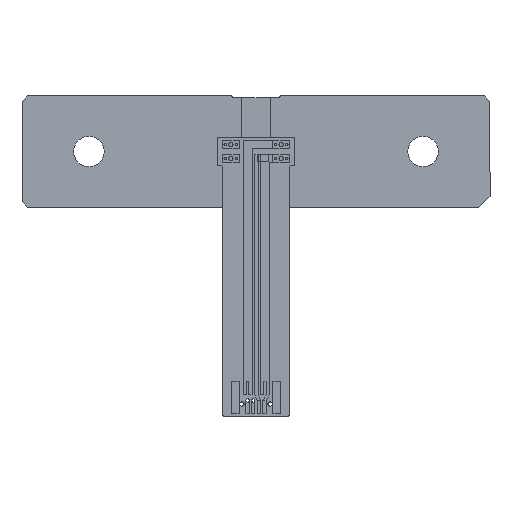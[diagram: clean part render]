
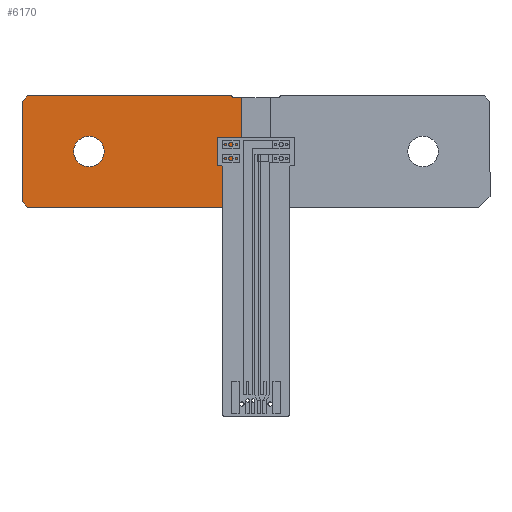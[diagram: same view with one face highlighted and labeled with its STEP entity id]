
A CAD part, top view. The second image highlights one B-rep face of the part: STEP entity #6170.
In plain terms, the highlighted planar face has unit normal (0, 0, 1).
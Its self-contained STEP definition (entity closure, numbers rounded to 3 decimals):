
#140 = ORIENTED_EDGE ( 'NONE', *, *, #5883, .T. ) ;
#143 = CARTESIAN_POINT ( 'NONE',  ( -18.7, 20., 3. ) ) ;
#161 = CARTESIAN_POINT ( 'NONE',  ( 17.95, 20., 3. ) ) ;
#209 = VERTEX_POINT ( 'NONE', #161 ) ;
#264 = CARTESIAN_POINT ( 'NONE',  ( 18.25, 20., 3. ) ) ;
#283 = CARTESIAN_POINT ( 'NONE',  ( -18.7, 0., 3. ) ) ;
#300 = VECTOR ( 'NONE', #5871, 1000. ) ;
#302 = DIRECTION ( 'NONE',  ( 0., 0., -1. ) ) ;
#311 = CIRCLE ( 'NONE', #5072, 0.3 ) ;
#349 = CARTESIAN_POINT ( 'NONE',  ( 18.25, 19.7, 3. ) ) ;
#354 = CARTESIAN_POINT ( 'NONE',  ( 18.45, 0., 3. ) ) ;
#384 = EDGE_CURVE ( 'NONE', #4136, #209, #311, .T. ) ;
#433 = ORIENTED_EDGE ( 'NONE', *, *, #2432, .T. ) ;
#503 = ORIENTED_EDGE ( 'NONE', *, *, #5597, .T. ) ;
#518 = FACE_BOUND ( 'NONE', #3543, .T. ) ;
#693 = VERTEX_POINT ( 'NONE', #4441 ) ;
#719 = EDGE_CURVE ( 'NONE', #1479, #693, #4580, .T. ) ;
#761 = VECTOR ( 'NONE', #4310, 1000. ) ;
#834 = ORIENTED_EDGE ( 'NONE', *, *, #6503, .F. ) ;
#836 = CARTESIAN_POINT ( 'NONE',  ( -10.45, 10., 3. ) ) ;
#962 = CARTESIAN_POINT ( 'NONE',  ( -19.7, 19., 3. ) ) ;
#971 = CARTESIAN_POINT ( 'NONE',  ( 18.15, 0.3, 3. ) ) ;
#1316 = CARTESIAN_POINT ( 'NONE',  ( -18.7, 0., 3. ) ) ;
#1328 = ORIENTED_EDGE ( 'NONE', *, *, #384, .T. ) ;
#1406 = EDGE_CURVE ( 'NONE', #1641, #5798, #3663, .T. ) ;
#1465 = DIRECTION ( 'NONE',  ( 0.707, -0.707, 0. ) ) ;
#1479 = VERTEX_POINT ( 'NONE', #6595 ) ;
#1641 = VERTEX_POINT ( 'NONE', #2564 ) ;
#1669 = EDGE_CURVE ( 'NONE', #693, #5125, #6427, .T. ) ;
#1727 = VECTOR ( 'NONE', #5679, 1000. ) ;
#1791 = CARTESIAN_POINT ( 'NONE',  ( 19.7, 19.7, 3. ) ) ;
#1811 = EDGE_CURVE ( 'NONE', #3695, #4146, #5984, .T. ) ;
#1871 = ORIENTED_EDGE ( 'NONE', *, *, #1669, .T. ) ;
#2020 = ORIENTED_EDGE ( 'NONE', *, *, #1406, .F. ) ;
#2119 = CARTESIAN_POINT ( 'NONE',  ( 18.15, 0., 3. ) ) ;
#2183 = CARTESIAN_POINT ( 'NONE',  ( 17.95, 19.7, 3. ) ) ;
#2290 = VECTOR ( 'NONE', #6782, 1000. ) ;
#2432 = EDGE_CURVE ( 'NONE', #209, #6812, #5436, .T. ) ;
#2481 = DIRECTION ( 'NONE',  ( -1., 0., 0. ) ) ;
#2508 = DIRECTION ( 'NONE',  ( 1., 0., 0. ) ) ;
#2564 = CARTESIAN_POINT ( 'NONE',  ( 19.7, 0.3, 3. ) ) ;
#2609 = CARTESIAN_POINT ( 'NONE',  ( 19.7, 20., 3. ) ) ;
#2692 = EDGE_LOOP ( 'NONE', ( #2960, #1328, #433, #5457, #3052, #1871, #140, #503, #2020, #4189 ) ) ;
#2710 = DIRECTION ( 'NONE',  ( -1., 0., 0. ) ) ;
#2844 = DIRECTION ( 'NONE',  ( 0., 1., 0. ) ) ;
#2916 = CARTESIAN_POINT ( 'NONE',  ( -19.7, 20., 3. ) ) ;
#2960 = ORIENTED_EDGE ( 'NONE', *, *, #3453, .F. ) ;
#3052 = ORIENTED_EDGE ( 'NONE', *, *, #719, .T. ) ;
#3193 = CARTESIAN_POINT ( 'NONE',  ( -7.7, 10., 3. ) ) ;
#3253 = AXIS2_PLACEMENT_3D ( 'NONE', #3193, #6958, #2508 ) ;
#3255 = FACE_OUTER_BOUND ( 'NONE', #2692, .T. ) ;
#3260 = LINE ( 'NONE', #962, #761 ) ;
#3453 = EDGE_CURVE ( 'NONE', #4136, #6299, #3460, .T. ) ;
#3460 = LINE ( 'NONE', #2183, #7022 ) ;
#3466 = EDGE_CURVE ( 'NONE', #1641, #6299, #6140, .T. ) ;
#3543 = EDGE_LOOP ( 'NONE', ( #834, #3619 ) ) ;
#3585 = CARTESIAN_POINT ( 'NONE',  ( -4.95, 10., 3. ) ) ;
#3619 = ORIENTED_EDGE ( 'NONE', *, *, #1811, .F. ) ;
#3663 = LINE ( 'NONE', #971, #300 ) ;
#3695 = VERTEX_POINT ( 'NONE', #836 ) ;
#3772 = AXIS2_PLACEMENT_3D ( 'NONE', #6534, #6465, #5923 ) ;
#3847 = DIRECTION ( 'NONE',  ( -1., 0., 0. ) ) ;
#4136 = VERTEX_POINT ( 'NONE', #349 ) ;
#4137 = VECTOR ( 'NONE', #1465, 1000. ) ;
#4146 = VERTEX_POINT ( 'NONE', #3585 ) ;
#4170 = AXIS2_PLACEMENT_3D ( 'NONE', #354, #5251, #6873 ) ;
#4189 = ORIENTED_EDGE ( 'NONE', *, *, #3466, .T. ) ;
#4250 = EDGE_CURVE ( 'NONE', #6812, #1479, #3260, .T. ) ;
#4310 = DIRECTION ( 'NONE',  ( -0.707, -0.707, 0. ) ) ;
#4348 = CARTESIAN_POINT ( 'NONE',  ( 18.45, 0.3, 3. ) ) ;
#4407 = DIRECTION ( 'NONE',  ( 1., 0., 0. ) ) ;
#4441 = CARTESIAN_POINT ( 'NONE',  ( -19.7, 1., 3. ) ) ;
#4580 = LINE ( 'NONE', #2916, #2290 ) ;
#4676 = VERTEX_POINT ( 'NONE', #2119 ) ;
#4742 = AXIS2_PLACEMENT_3D ( 'NONE', #4949, #6504, #2710 ) ;
#4949 = CARTESIAN_POINT ( 'NONE',  ( 19.7, 0., 3. ) ) ;
#5072 = AXIS2_PLACEMENT_3D ( 'NONE', #264, #302, #2481 ) ;
#5125 = VERTEX_POINT ( 'NONE', #283 ) ;
#5251 = DIRECTION ( 'NONE',  ( 0., 0., -1. ) ) ;
#5386 = PLANE ( 'NONE',  #4742 ) ;
#5436 = LINE ( 'NONE', #2609, #5507 ) ;
#5448 = CIRCLE ( 'NONE', #3253, 2.75 ) ;
#5457 = ORIENTED_EDGE ( 'NONE', *, *, #4250, .T. ) ;
#5507 = VECTOR ( 'NONE', #3847, 1000. ) ;
#5521 = CARTESIAN_POINT ( 'NONE',  ( 19.7, 20., 3. ) ) ;
#5597 = EDGE_CURVE ( 'NONE', #4676, #5798, #7174, .T. ) ;
#5608 = LINE ( 'NONE', #6834, #1727 ) ;
#5679 = DIRECTION ( 'NONE',  ( 1., 0., 0. ) ) ;
#5798 = VERTEX_POINT ( 'NONE', #4348 ) ;
#5871 = DIRECTION ( 'NONE',  ( -1., 0., 0. ) ) ;
#5883 = EDGE_CURVE ( 'NONE', #5125, #4676, #5608, .T. ) ;
#5923 = DIRECTION ( 'NONE',  ( 1., 0., 0. ) ) ;
#5984 = CIRCLE ( 'NONE', #3772, 2.75 ) ;
#6140 = LINE ( 'NONE', #5521, #6559 ) ;
#6170 = ADVANCED_FACE ( 'NONE', ( #518, #3255 ), #5386, .F. ) ;
#6299 = VERTEX_POINT ( 'NONE', #1791 ) ;
#6427 = LINE ( 'NONE', #1316, #4137 ) ;
#6465 = DIRECTION ( 'NONE',  ( 0., 0., 1. ) ) ;
#6503 = EDGE_CURVE ( 'NONE', #4146, #3695, #5448, .T. ) ;
#6504 = DIRECTION ( 'NONE',  ( 0., 0., -1. ) ) ;
#6534 = CARTESIAN_POINT ( 'NONE',  ( -7.7, 10., 3. ) ) ;
#6559 = VECTOR ( 'NONE', #2844, 1000. ) ;
#6595 = CARTESIAN_POINT ( 'NONE',  ( -19.7, 19., 3. ) ) ;
#6782 = DIRECTION ( 'NONE',  ( 0., -1., 0. ) ) ;
#6812 = VERTEX_POINT ( 'NONE', #143 ) ;
#6834 = CARTESIAN_POINT ( 'NONE',  ( 19.7, 0., 3. ) ) ;
#6873 = DIRECTION ( 'NONE',  ( -1., 0., 0. ) ) ;
#6958 = DIRECTION ( 'NONE',  ( 0., 0., 1. ) ) ;
#7022 = VECTOR ( 'NONE', #4407, 1000. ) ;
#7174 = CIRCLE ( 'NONE', #4170, 0.3 ) ;
